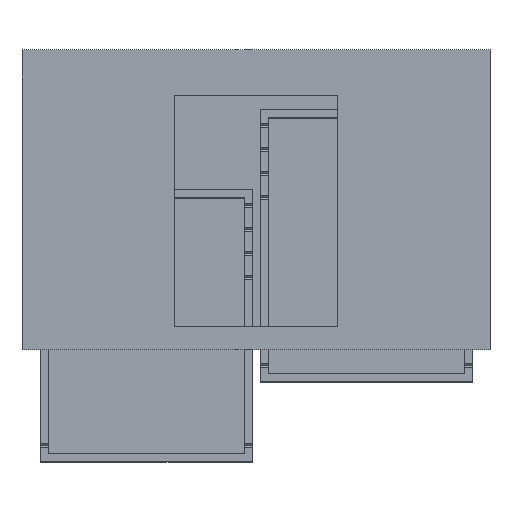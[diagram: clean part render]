
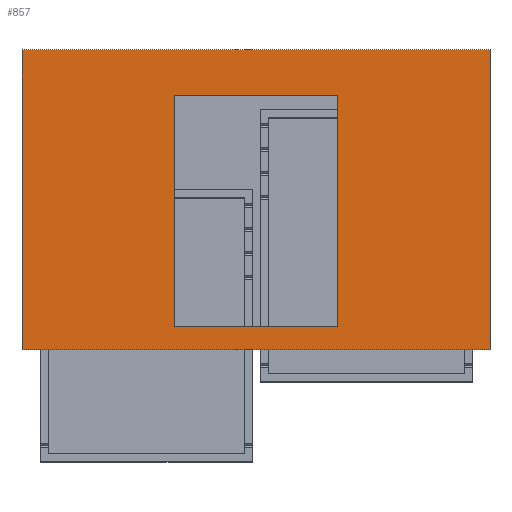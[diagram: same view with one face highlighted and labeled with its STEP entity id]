
A CAD part, top view. The second image highlights one B-rep face of the part: STEP entity #857.
In plain terms, the highlighted face is planar.
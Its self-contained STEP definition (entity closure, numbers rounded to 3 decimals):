
#12 = LINE ( 'NONE', #492, #185 ) ;
#52 = ORIENTED_EDGE ( 'NONE', *, *, #934, .F. ) ;
#53 = ORIENTED_EDGE ( 'NONE', *, *, #736, .F. ) ;
#95 = LINE ( 'NONE', #1687, #442 ) ;
#126 = LINE ( 'NONE', #1598, #432 ) ;
#185 = VECTOR ( 'NONE', #2554, 1000. ) ;
#187 = FACE_OUTER_BOUND ( 'NONE', #2543, .T. ) ;
#228 = CARTESIAN_POINT ( 'NONE',  ( 0., 0., 0. ) ) ;
#255 = DIRECTION ( 'NONE',  ( -1., 0., 0. ) ) ;
#331 = LINE ( 'NONE', #1277, #2572 ) ;
#351 = AXIS2_PLACEMENT_3D ( 'NONE', #1671, #2905, #1442 ) ;
#390 = ORIENTED_EDGE ( 'NONE', *, *, #2213, .F. ) ;
#432 = VECTOR ( 'NONE', #469, 1000. ) ;
#442 = VECTOR ( 'NONE', #1937, 1000. ) ;
#469 = DIRECTION ( 'NONE',  ( 1., 0., 0. ) ) ;
#471 = CARTESIAN_POINT ( 'NONE',  ( 190.5, -345.5, 0. ) ) ;
#483 = EDGE_CURVE ( 'NONE', #1954, #823, #126, .T. ) ;
#492 = CARTESIAN_POINT ( 'NONE',  ( 0., -375., 0. ) ) ;
#507 = VECTOR ( 'NONE', #3002, 1000. ) ;
#535 = EDGE_CURVE ( 'NONE', #2131, #2473, #331, .T. ) ;
#547 = VECTOR ( 'NONE', #901, 1000. ) ;
#638 = EDGE_CURVE ( 'NONE', #2007, #1954, #1018, .T. ) ;
#717 = CARTESIAN_POINT ( 'NONE',  ( 0., -375., 0. ) ) ;
#736 = EDGE_CURVE ( 'NONE', #2473, #1141, #2006, .T. ) ;
#749 = ORIENTED_EDGE ( 'NONE', *, *, #638, .F. ) ;
#753 = CARTESIAN_POINT ( 'NONE',  ( 585., -375., 0. ) ) ;
#756 = CARTESIAN_POINT ( 'NONE',  ( 394.5, -345.5, 0. ) ) ;
#823 = VERTEX_POINT ( 'NONE', #860 ) ;
#857 = ADVANCED_FACE ( 'NONE', ( #2513, #187 ), #2916, .F. ) ;
#860 = CARTESIAN_POINT ( 'NONE',  ( 394.5, -57.5, 0. ) ) ;
#901 = DIRECTION ( 'NONE',  ( 0., 1., 0. ) ) ;
#934 = EDGE_CURVE ( 'NONE', #1606, #2131, #1164, .T. ) ;
#941 = CARTESIAN_POINT ( 'NONE',  ( 585., 0., 0. ) ) ;
#953 = ORIENTED_EDGE ( 'NONE', *, *, #535, .F. ) ;
#1018 = LINE ( 'NONE', #3121, #547 ) ;
#1141 = VERTEX_POINT ( 'NONE', #717 ) ;
#1164 = LINE ( 'NONE', #2725, #507 ) ;
#1277 = CARTESIAN_POINT ( 'NONE',  ( 0., 0., 0. ) ) ;
#1289 = EDGE_CURVE ( 'NONE', #1141, #1606, #12, .T. ) ;
#1292 = LINE ( 'NONE', #3254, #3102 ) ;
#1442 = DIRECTION ( 'NONE',  ( 1., 0., 0. ) ) ;
#1598 = CARTESIAN_POINT ( 'NONE',  ( 394.5, -57.5, 0. ) ) ;
#1606 = VERTEX_POINT ( 'NONE', #753 ) ;
#1671 = CARTESIAN_POINT ( 'NONE',  ( 0., 0., 0. ) ) ;
#1687 = CARTESIAN_POINT ( 'NONE',  ( 394.5, -345.5, 0. ) ) ;
#1752 = DIRECTION ( 'NONE',  ( 0., -1., 0. ) ) ;
#1937 = DIRECTION ( 'NONE',  ( -1., 0., 0. ) ) ;
#1954 = VERTEX_POINT ( 'NONE', #3050 ) ;
#2006 = LINE ( 'NONE', #2105, #2632 ) ;
#2007 = VERTEX_POINT ( 'NONE', #471 ) ;
#2105 = CARTESIAN_POINT ( 'NONE',  ( 0., 0., 0. ) ) ;
#2131 = VERTEX_POINT ( 'NONE', #941 ) ;
#2213 = EDGE_CURVE ( 'NONE', #823, #2307, #1292, .T. ) ;
#2307 = VERTEX_POINT ( 'NONE', #756 ) ;
#2356 = ORIENTED_EDGE ( 'NONE', *, *, #2897, .F. ) ;
#2473 = VERTEX_POINT ( 'NONE', #228 ) ;
#2513 = FACE_BOUND ( 'NONE', #3016, .T. ) ;
#2543 = EDGE_LOOP ( 'NONE', ( #53, #953, #52, #3058 ) ) ;
#2554 = DIRECTION ( 'NONE',  ( 1., 0., 0. ) ) ;
#2572 = VECTOR ( 'NONE', #255, 1000. ) ;
#2596 = DIRECTION ( 'NONE',  ( 0., -1., 0. ) ) ;
#2632 = VECTOR ( 'NONE', #2596, 1000. ) ;
#2725 = CARTESIAN_POINT ( 'NONE',  ( 585., 0., 0. ) ) ;
#2897 = EDGE_CURVE ( 'NONE', #2307, #2007, #95, .T. ) ;
#2905 = DIRECTION ( 'NONE',  ( 0., 0., 1. ) ) ;
#2916 = PLANE ( 'NONE',  #351 ) ;
#3002 = DIRECTION ( 'NONE',  ( 0., 1., 0. ) ) ;
#3016 = EDGE_LOOP ( 'NONE', ( #2356, #390, #3038, #749 ) ) ;
#3038 = ORIENTED_EDGE ( 'NONE', *, *, #483, .F. ) ;
#3050 = CARTESIAN_POINT ( 'NONE',  ( 190.5, -57.5, 0. ) ) ;
#3058 = ORIENTED_EDGE ( 'NONE', *, *, #1289, .F. ) ;
#3102 = VECTOR ( 'NONE', #1752, 1000. ) ;
#3121 = CARTESIAN_POINT ( 'NONE',  ( 190.5, -57.5, 0. ) ) ;
#3254 = CARTESIAN_POINT ( 'NONE',  ( 394.5, -57.5, 0. ) ) ;
